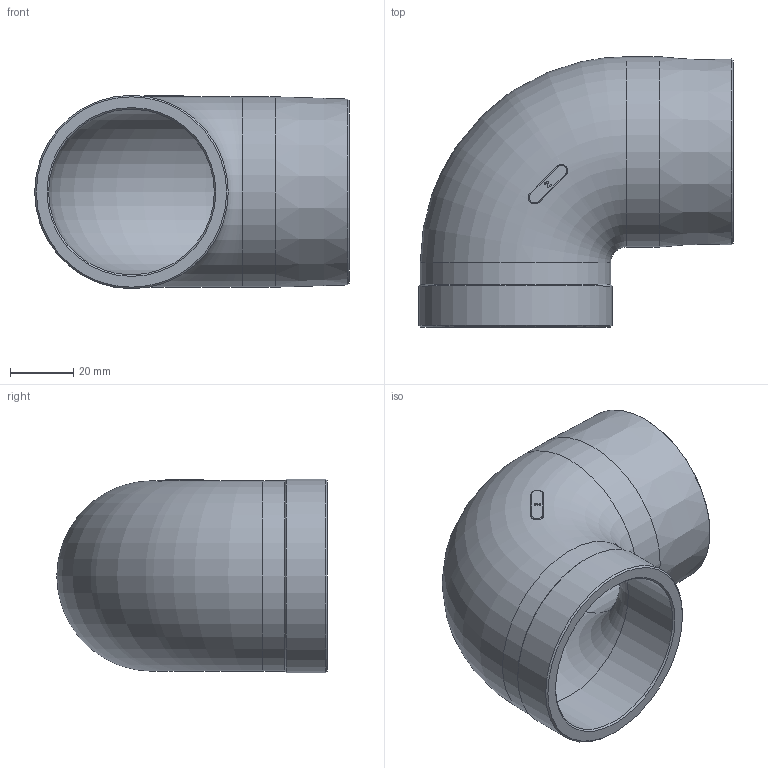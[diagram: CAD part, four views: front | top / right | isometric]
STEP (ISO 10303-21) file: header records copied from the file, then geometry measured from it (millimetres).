
FILE_DESCRIPTION(/* description */ ('Unknown'),/* implementation_level */ '2;1');
FILE_NAME(/* name */ 'R-304-DN50 REV',/* time_stamp */ '2020-10-08T17:04:47+08:00',/* author */ ('Unknown'),/* organization */ ('Unknown'),/* preprocessor_version */ 'ST-DEVELOPER v16.7',/* originating_system */ 'DEX',/* authorisation */ $);
FILE_SCHEMA (('AUTOMOTIVE_DESIGN {1 0 10303 214 3 1 1}'));
Length unit declared in the file: millimetre
Products named in the file (1): R-304-DN50  REV
Bounding box: 99.65 x 85.65 x 61.3 mm (x, y, z)
Volume: 75201.6 mm3; surface area: 39994.2 mm2
Topology: 1 solids, 1 shells, 41 faces, 101 edges, 63 vertices
Faces by surface type: bspline 11, cylinder 11, plane 10, cone 5, torus 4
Full cylindrical faces by diameter (mm): 52.5 x2, 60.3 x2, 61.3 x1
Entity records: 1273 total; most frequent: CARTESIAN_POINT 426, ORIENTED_EDGE 166, DIRECTION 141, EDGE_CURVE 83, VERTEX_POINT 58, EDGE_LOOP 57, FACE_BOUND 57, AXIS2_PLACEMENT_3D 55
